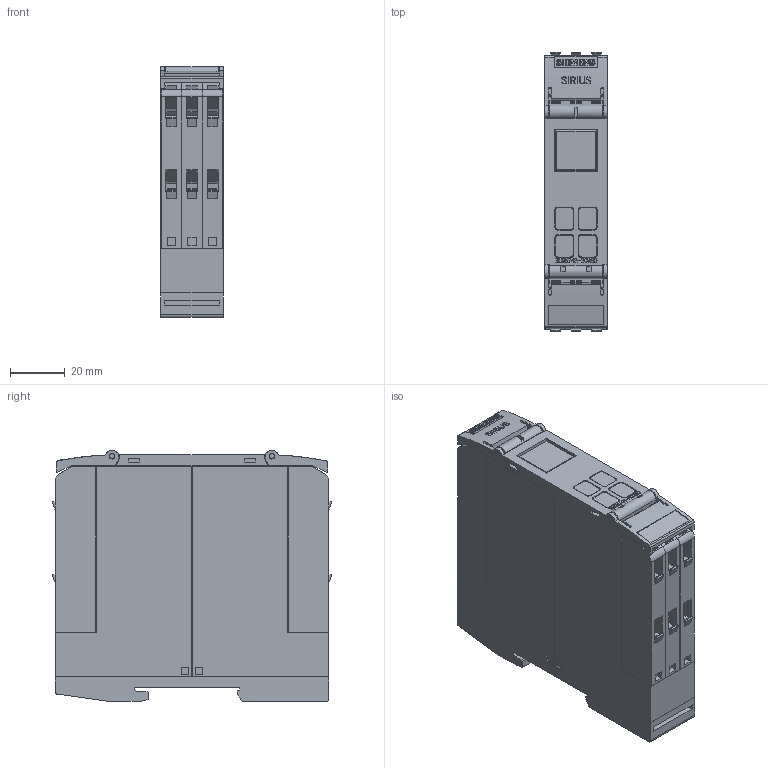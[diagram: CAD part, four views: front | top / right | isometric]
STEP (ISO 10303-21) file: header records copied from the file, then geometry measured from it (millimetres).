
FILE_DESCRIPTION(('STEP AP214'),'1');
FILE_NAME('cctmp_E4209E73-6152-4BC5-A92C-A7E1558791C1_2024_05_27_11_14_02_0964..stp','2024-05-27T09:14:03',('SIEMENS A&D'),('CADClick - www.CADClick.com'),'Spatial InterOp 3D',' ','unknown authorization');
FILE_SCHEMA(('AUTOMOTIVE_DESIGN'));
Length unit declared in the file: millimetre
Products named in the file (1): 3UG5742-2CW30
Bounding box: 22.8 x 101.96 x 91.6 mm (x, y, z)
Volume: 188995.7 mm3; surface area: 52831.1 mm2
Topology: 1 solids, 1 shells, 1714 faces, 4867 edges, 3230 vertices
Faces by surface type: plane 1453, cylinder 245, torus 16
Entity records: 69400 total; most frequent: CARTESIAN_POINT 10480, ORIENTED_EDGE 9718, DIRECTION 8860, EDGE_CURVE 4859, LINE 4196, VECTOR 4196, VERTEX_POINT 3230, AXIS2_PLACEMENT_3D 2332
